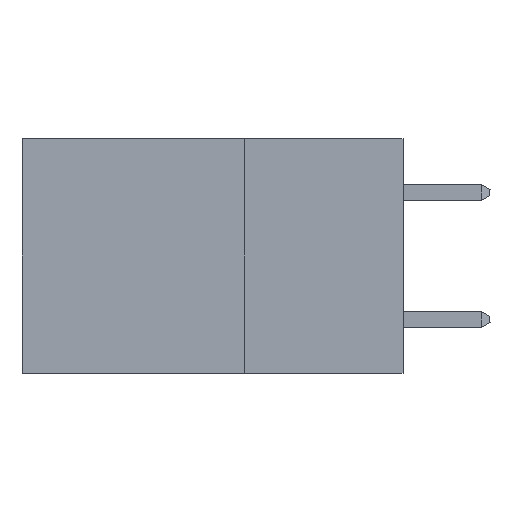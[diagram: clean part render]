
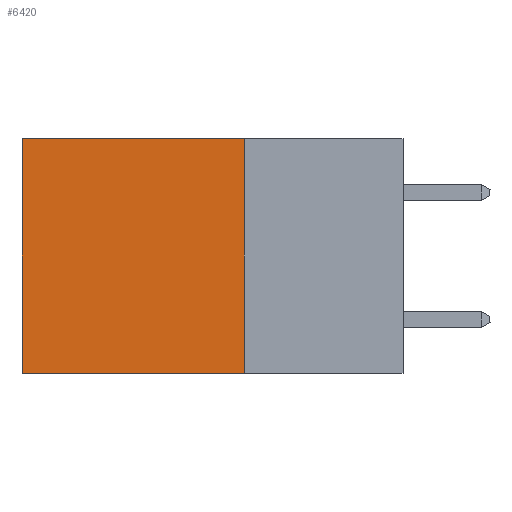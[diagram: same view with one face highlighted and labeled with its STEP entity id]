
A CAD part, left-side view. The second image highlights one B-rep face of the part: STEP entity #6420.
In plain terms, the highlighted planar face has unit normal (-1, 0, 0).
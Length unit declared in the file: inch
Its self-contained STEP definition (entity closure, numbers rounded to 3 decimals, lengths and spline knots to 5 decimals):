
#5 = EDGE_CURVE ( 'NONE', #5501, #2959, #8236, .T. ) ;
#11 = CARTESIAN_POINT ( 'NONE',  ( 0.2875, 0.6, 0. ) ) ;
#190 = ORIENTED_EDGE ( 'NONE', *, *, #6603, .F. ) ;
#208 = CARTESIAN_POINT ( 'NONE',  ( 0.2875, 0.6, 0. ) ) ;
#322 = ORIENTED_EDGE ( 'NONE', *, *, #7958, .F. ) ;
#769 = CARTESIAN_POINT ( 'NONE',  ( 0.2875, 0.25, -0.37 ) ) ;
#843 = VECTOR ( 'NONE', #876, 39.37008 ) ;
#876 = DIRECTION ( 'NONE',  ( 0., 0., -1. ) ) ;
#1124 = LINE ( 'NONE', #11, #843 ) ;
#1139 = ORIENTED_EDGE ( 'NONE', *, *, #5, .T. ) ;
#1172 = EDGE_LOOP ( 'NONE', ( #8427, #190, #322, #1139 ) ) ;
#1755 = VERTEX_POINT ( 'NONE', #5439 ) ;
#1932 = VECTOR ( 'NONE', #5841, 39.37008 ) ;
#2642 = AXIS2_PLACEMENT_3D ( 'NONE', #3130, #4001, #9768 ) ;
#2959 = VERTEX_POINT ( 'NONE', #208 ) ;
#3130 = CARTESIAN_POINT ( 'NONE',  ( 0.2875, 0.25, 0. ) ) ;
#4001 = DIRECTION ( 'NONE',  ( 1., 0., 0. ) ) ;
#4376 = DIRECTION ( 'NONE',  ( 0., 1., 0. ) ) ;
#4546 = CARTESIAN_POINT ( 'NONE',  ( 0.2875, 0.25, 0. ) ) ;
#4952 = LINE ( 'NONE', #10300, #6928 ) ;
#5439 = CARTESIAN_POINT ( 'NONE',  ( 0.2875, 0.25, -0.37 ) ) ;
#5501 = VERTEX_POINT ( 'NONE', #6938 ) ;
#5841 = DIRECTION ( 'NONE',  ( 0., 1., 0. ) ) ;
#5997 = VECTOR ( 'NONE', #4376, 39.37008 ) ;
#6229 = DIRECTION ( 'NONE',  ( 0., 0., -1. ) ) ;
#6405 = LINE ( 'NONE', #769, #1932 ) ;
#6420 = ADVANCED_FACE ( 'NONE', ( #8270 ), #8958, .F. ) ;
#6603 = EDGE_CURVE ( 'NONE', #1755, #6715, #6405, .T. ) ;
#6715 = VERTEX_POINT ( 'NONE', #6836 ) ;
#6836 = CARTESIAN_POINT ( 'NONE',  ( 0.2875, 0.6, -0.37 ) ) ;
#6928 = VECTOR ( 'NONE', #6229, 39.37008 ) ;
#6938 = CARTESIAN_POINT ( 'NONE',  ( 0.2875, 0.25, 0. ) ) ;
#7174 = EDGE_CURVE ( 'NONE', #2959, #6715, #1124, .T. ) ;
#7958 = EDGE_CURVE ( 'NONE', #5501, #1755, #4952, .T. ) ;
#8236 = LINE ( 'NONE', #4546, #5997 ) ;
#8270 = FACE_OUTER_BOUND ( 'NONE', #1172, .T. ) ;
#8427 = ORIENTED_EDGE ( 'NONE', *, *, #7174, .T. ) ;
#8958 = PLANE ( 'NONE',  #2642 ) ;
#9768 = DIRECTION ( 'NONE',  ( 0., 0., -1. ) ) ;
#10300 = CARTESIAN_POINT ( 'NONE',  ( 0.2875, 0.25, 0. ) ) ;
